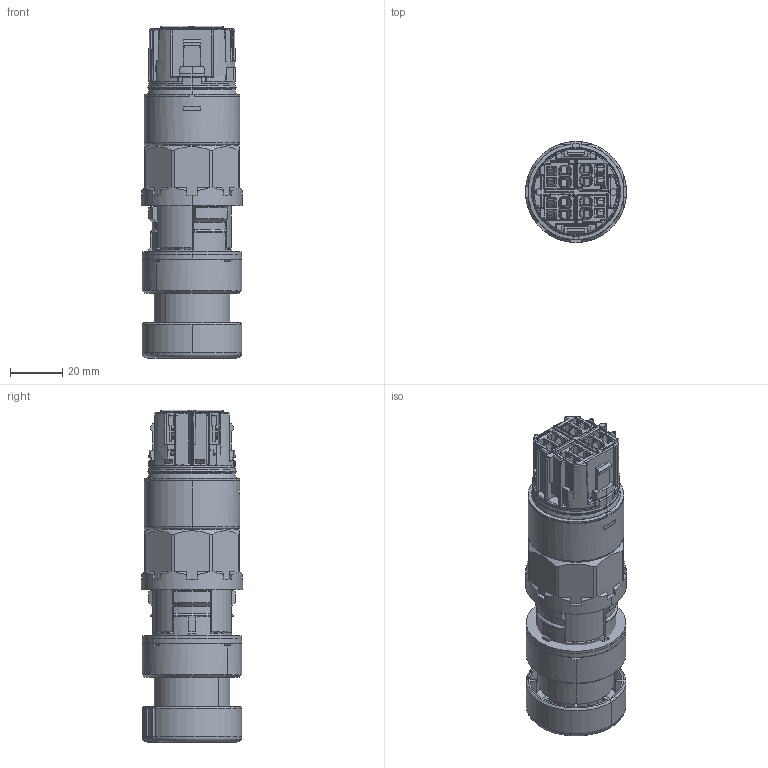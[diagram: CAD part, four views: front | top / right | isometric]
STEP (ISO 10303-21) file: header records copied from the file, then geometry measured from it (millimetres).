
FILE_DESCRIPTION (( 'STEP AP203' ), '1' );
FILE_NAME ('8003-1_1-010-KZK.STEP', '2015-09-03T12:51:07', ( '' ), ( '' ), 'SwSTEP 2.0', 'SolidWorks 2015', '' );
FILE_SCHEMA (( 'CONFIG_CONTROL_DESIGN' ));
Length unit declared in the file: millimetre
Products named in the file (19): 80_139_01_66_0_ohne Dichtung; 80_039_02_51_0; 86_020_95_03_0_3d export; 80_139_01_66_0; 80_139_02_51_0; 86_029_06_24_0_3d export; 80_139_01_66_0_Dichtung_angepasst; 8003-1_1-010-KZK; 80_139_01_94_0_gesteckt; 86_029_14_80_0; 86_029_18_15_0; 86_029_07_95_0; 86_029_01_84_0-Pfeil; 80_139_02_57_0; 80_139_01_54_0_lang; Zugfeder_Wago_22091999mon.prt; Klemmenblock; 80_130_01_62_0
Assembly tree (22 placements, depth 4):
  8003-1_1-010-KZK
    80_039_02_51_0
      80_039_02_51_0
    80_139_01_66_0
      80_139_01_66_0_ohne Dichtung
      80_139_01_66_0_Dichtung_angepasst
    80_139_02_51_0
    80_130_01_62_0  x4
      80_139_01_54_0_lang
      Klemmenblock
        80_139_02_57_0
        Zugfeder_Wago_22091999mon.prt  x2
        80_139_01_94_0_gesteckt
    86_020_95_03_0_3d export
      86_029_14_80_0
      86_029_06_24_0_3d export
      86_029_18_15_0
      86_029_07_95_0
      86_029_01_84_0-Pfeil
Bounding box: 38.5 x 38.5 x 126.5 mm (x, y, z)
Volume: 53322 mm3; surface area: 74701.7 mm2
Topology: 29 solids, 29 shells, 4625 faces, 12648 edges, 8095 vertices
Faces by surface type: plane 2439, cylinder 1125, bspline 585, cone 225, torus 211, sphere 40
Entity records: 107254 total; most frequent: CARTESIAN_POINT 35216, ORIENTED_EDGE 15490, DIRECTION 13732, EDGE_CURVE 7745, VERTEX_POINT 4971, AXIS2_PLACEMENT_3D 4771, VECTOR 4190, LINE 4190
